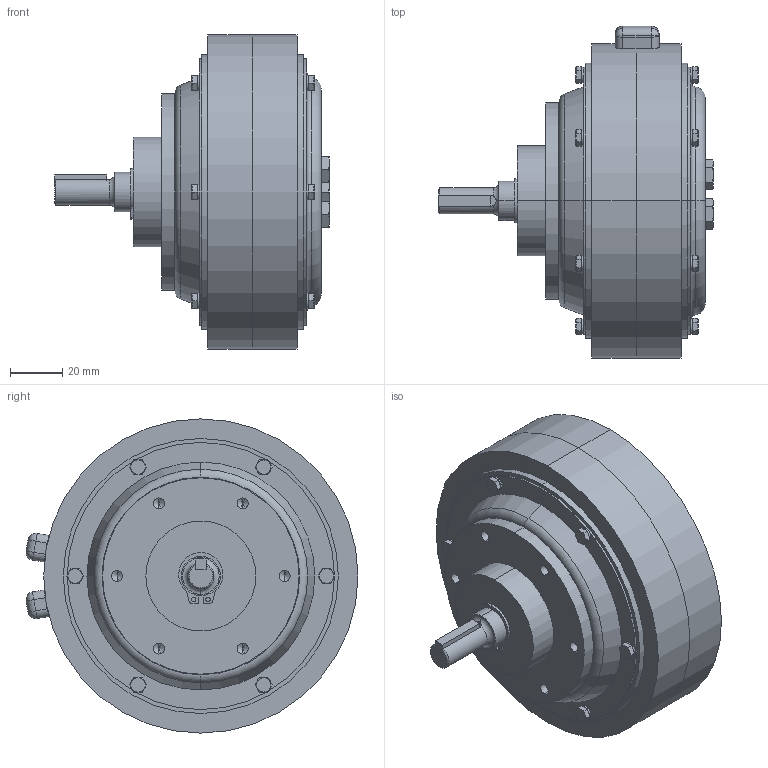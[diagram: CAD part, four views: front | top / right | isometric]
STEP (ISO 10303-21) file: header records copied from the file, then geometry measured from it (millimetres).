
FILE_DESCRIPTION (( 'STEP AP203' ), '1' );
FILE_NAME ('YPP616671.STEP', '2020-12-24T07:11:19', ( '' ), ( '' ), 'SwSTEP 2.0', 'SolidWorks 2016', '' );
FILE_SCHEMA (( 'CONFIG_CONTROL_DESIGN' ));
Length unit declared in the file: millimetre
Products named in the file (1): YPP616671
Bounding box: 105 x 126.76 x 120 mm (x, y, z)
Volume: 565050.7 mm3; surface area: 76364.2 mm2
Topology: 37 solids, 37 shells, 509 faces, 1107 edges, 673 vertices
Faces by surface type: plane 199, cylinder 164, cone 120, torus 16, sphere 10
Entity records: 14223 total; most frequent: CARTESIAN_POINT 3210, DIRECTION 2356, ORIENTED_EDGE 2146, EDGE_CURVE 1073, AXIS2_PLACEMENT_3D 967, VERTEX_POINT 669, EDGE_LOOP 568, ADVANCED_FACE 509
